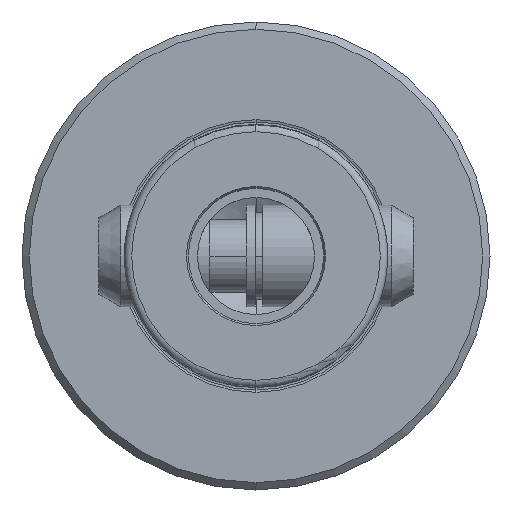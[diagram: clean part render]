
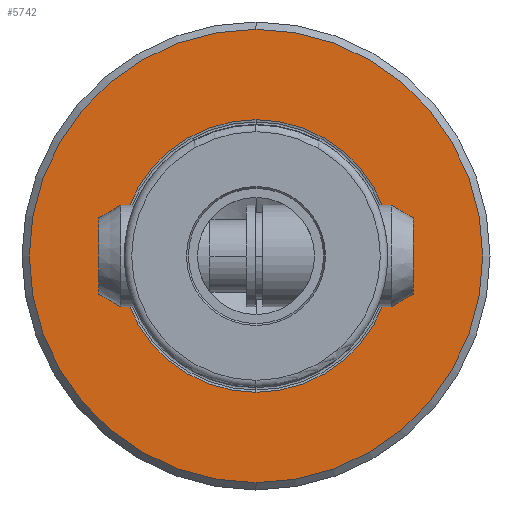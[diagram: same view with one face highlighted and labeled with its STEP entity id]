
A CAD part, left-side view. The second image highlights one B-rep face of the part: STEP entity #5742.
In plain terms, the highlighted planar face has unit normal (-1, 0, 0).
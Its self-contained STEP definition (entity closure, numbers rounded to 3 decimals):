
#51 = VERTEX_POINT ( 'NONE', #1049 ) ;
#70 = CARTESIAN_POINT ( 'NONE',  ( 40., 0., 0. ) ) ;
#255 = VERTEX_POINT ( 'NONE', #5530 ) ;
#294 = AXIS2_PLACEMENT_3D ( 'NONE', #7022, #1636, #2245 ) ;
#754 = EDGE_LOOP ( 'NONE', ( #1084, #7588 ) ) ;
#1049 = CARTESIAN_POINT ( 'NONE',  ( 40., 0., 31. ) ) ;
#1072 = EDGE_CURVE ( 'NONE', #51, #4276, #4350, .T. ) ;
#1084 = ORIENTED_EDGE ( 'NONE', *, *, #3181, .T. ) ;
#1553 = EDGE_CURVE ( 'NONE', #6196, #255, #2892, .T. ) ;
#1576 = FACE_BOUND ( 'NONE', #4701, .T. ) ;
#1636 = DIRECTION ( 'NONE',  ( -1., 0., 0. ) ) ;
#1717 = AXIS2_PLACEMENT_3D ( 'NONE', #3512, #2947, #5866 ) ;
#2245 = DIRECTION ( 'NONE',  ( 0., 0., 1. ) ) ;
#2469 = CARTESIAN_POINT ( 'NONE',  ( 40., 0., -18.639 ) ) ;
#2637 = PLANE ( 'NONE',  #4780 ) ;
#2771 = CARTESIAN_POINT ( 'NONE',  ( 40., 0., -31. ) ) ;
#2786 = AXIS2_PLACEMENT_3D ( 'NONE', #6589, #7173, #5928 ) ;
#2892 = CIRCLE ( 'NONE', #1717, 18.639 ) ;
#2947 = DIRECTION ( 'NONE',  ( -1., 0., 0. ) ) ;
#3181 = EDGE_CURVE ( 'NONE', #4276, #51, #5777, .T. ) ;
#3278 = DIRECTION ( 'NONE',  ( 1., 0., 0. ) ) ;
#3512 = CARTESIAN_POINT ( 'NONE',  ( 40., 0., 0. ) ) ;
#3869 = ORIENTED_EDGE ( 'NONE', *, *, #5463, .F. ) ;
#4276 = VERTEX_POINT ( 'NONE', #2771 ) ;
#4350 = CIRCLE ( 'NONE', #2786, 31. ) ;
#4701 = EDGE_LOOP ( 'NONE', ( #3869, #5115 ) ) ;
#4780 = AXIS2_PLACEMENT_3D ( 'NONE', #6156, #3278, #5649 ) ;
#5115 = ORIENTED_EDGE ( 'NONE', *, *, #1553, .F. ) ;
#5425 = DIRECTION ( 'NONE',  ( -1., 0., 0. ) ) ;
#5463 = EDGE_CURVE ( 'NONE', #255, #6196, #6529, .T. ) ;
#5499 = AXIS2_PLACEMENT_3D ( 'NONE', #70, #5425, #6483 ) ;
#5530 = CARTESIAN_POINT ( 'NONE',  ( 40., 0., 18.639 ) ) ;
#5649 = DIRECTION ( 'NONE',  ( 0., 0., -1. ) ) ;
#5742 = ADVANCED_FACE ( 'NONE', ( #1576, #5982 ), #2637, .F. ) ;
#5777 = CIRCLE ( 'NONE', #5499, 31. ) ;
#5866 = DIRECTION ( 'NONE',  ( 0., 0., 1. ) ) ;
#5928 = DIRECTION ( 'NONE',  ( 0., 0., 1. ) ) ;
#5982 = FACE_OUTER_BOUND ( 'NONE', #754, .T. ) ;
#6156 = CARTESIAN_POINT ( 'NONE',  ( 40., 18.639, 0. ) ) ;
#6196 = VERTEX_POINT ( 'NONE', #2469 ) ;
#6483 = DIRECTION ( 'NONE',  ( 0., 0., 1. ) ) ;
#6529 = CIRCLE ( 'NONE', #294, 18.639 ) ;
#6589 = CARTESIAN_POINT ( 'NONE',  ( 40., 0., 0. ) ) ;
#7022 = CARTESIAN_POINT ( 'NONE',  ( 40., 0., 0. ) ) ;
#7173 = DIRECTION ( 'NONE',  ( -1., 0., 0. ) ) ;
#7588 = ORIENTED_EDGE ( 'NONE', *, *, #1072, .T. ) ;
